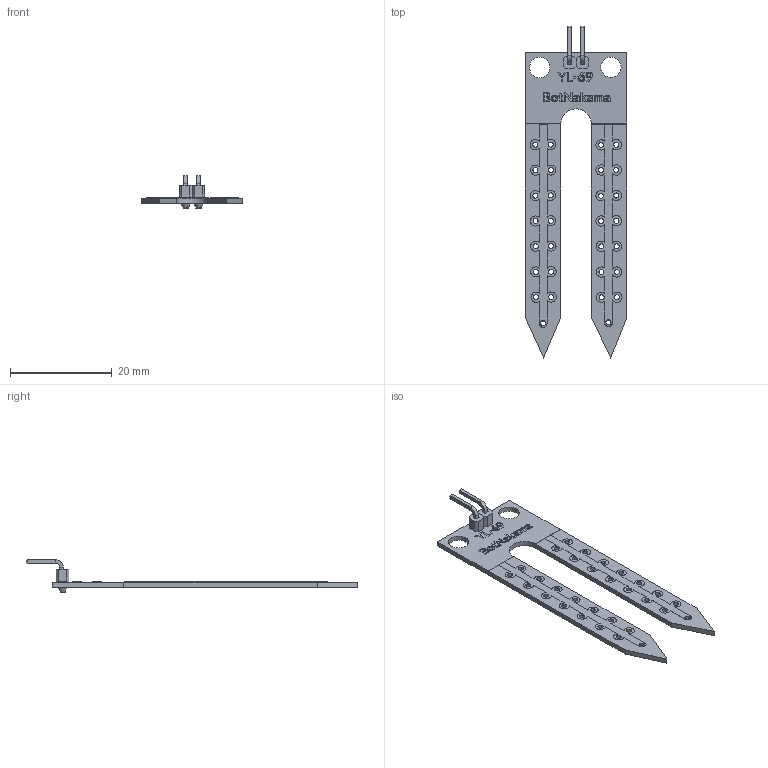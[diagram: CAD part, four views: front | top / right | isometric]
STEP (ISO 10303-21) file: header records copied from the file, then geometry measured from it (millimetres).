
FILE_DESCRIPTION(/* description */ ('FreeCAD Model'),/* implementation_level */ '2;1');
FILE_NAME(/* name */ 'YL-69.stp',/* time_stamp */ '2023-10-01T12:55:37-05:00',/* author */ ('Eduardo Tafur Sueldo'),/* organization */ (''),/* preprocessor_version */ 'ST-DEVELOPER v18.1',/* originating_system */ 'Autodesk Inventor 2022',/* authorisation */ 'Unknown');
FILE_SCHEMA (('AUTOMOTIVE_DESIGN { 1 0 10303 214 3 1 1 }'));
Length unit declared in the file: millimetre
Products named in the file (9): YL-69; Pad001; Cut; Fusion; Pad003; ShapeString006; ShapeString008; Cono005; Cono006
Assembly tree (8 placements, depth 2):
  YL-69
    Pad001
    Cut
    Fusion
    Pad003
    ShapeString006
    ShapeString008
    Cono005
    Cono006
Bounding box: 20.03 x 65.22 x 6.46 mm (x, y, z)
Volume: 1064.4 mm3; surface area: 2972.2 mm2
Topology: 9 solids, 23 shells, 258 faces, 1036 edges, 810 vertices
Faces by surface type: plane 157, cylinder 99, cone 2
Full cylindrical faces by diameter (mm): 1 x62, 4 x2
Entity records: 11860 total; most frequent: CARTESIAN_POINT 2997, ORIENTED_EDGE 1674, DIRECTION 1503, EDGE_CURVE 1036, VERTEX_POINT 810, LINE 535, VECTOR 535, AXIS2_PLACEMENT_3D 484
